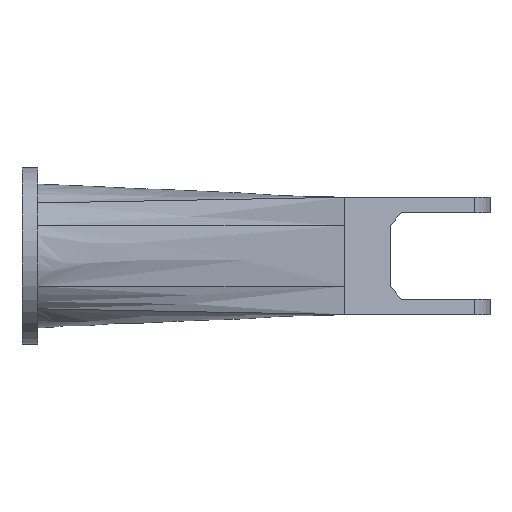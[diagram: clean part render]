
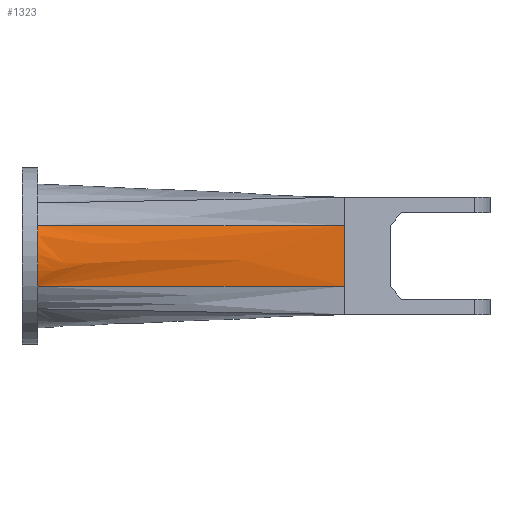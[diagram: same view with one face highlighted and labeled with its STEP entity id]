
A CAD part, top view. The second image highlights one B-rep face of the part: STEP entity #1323.
In plain terms, the highlighted free-form (B-spline) face has degree [3, 3] with [5, 4] control points.
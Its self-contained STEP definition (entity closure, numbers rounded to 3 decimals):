
#30=B_SPLINE_SURFACE_WITH_KNOTS('',3,3,((#3599,#3600,#3601,#3602),(#3603,
#3604,#3605,#3606),(#3607,#3608,#3609,#3610),(#3611,#3612,#3613,#3614),
(#3615,#3616,#3617,#3618)),.UNSPECIFIED.,.F.,.F.,.F.,(4,1,4),(4,4),(0.,
0.429,1.),(0.,0.975),
 .UNSPECIFIED.);
#189=B_SPLINE_CURVE_WITH_KNOTS('',3,(#3621,#3622,#3623,#3624,#3625,#3626,
#3627,#3628),.UNSPECIFIED.,.F.,.F.,(4,2,2,4),(0.08,1.835,
2.997,4.077),.UNSPECIFIED.);
#190=B_SPLINE_CURVE_WITH_KNOTS('',3,(#3630,#3631,#3632,#3633,#3634,#3635,
#3636,#3637,#3638,#3639,#3640,#3641,#3642,#3643,#3644,#3645,#3646,#3647,
#3648),.UNSPECIFIED.,.F.,.F.,(4,3,3,3,3,3,4),(-20.184,-16.808,
-13.236,-9.879,-6.258,-2.78,
-0.483),.UNSPECIFIED.);
#191=B_SPLINE_CURVE_WITH_KNOTS('',3,(#3650,#3651,#3652,#3653,#3654,#3655),
 .UNSPECIFIED.,.F.,.F.,(4,2,4),(0.038,1.38,2.723),
 .UNSPECIFIED.);
#192=B_SPLINE_CURVE_WITH_KNOTS('',3,(#3656,#3657,#3658,#3659,#3660,#3661,
#3662,#3663,#3664,#3665,#3666,#3667,#3668,#3669,#3670,#3671,#3672,#3673,
#3674,#3675,#3676,#3677,#3678,#3679,#3680,#3681,#3682,#3683,#3684,#3685,
#3686,#3687,#3688,#3689,#3690,#3691,#3692,#3693,#3694,#3695),
 .UNSPECIFIED.,.F.,.F.,(4,3,3,3,3,3,3,3,3,3,3,3,3,4),(0.003,
3.372,6.916,10.101,10.251,10.295,
10.332,13.874,14.596,14.913,15.209,
15.253,18.998,19.656),.UNSPECIFIED.);
#247=FACE_OUTER_BOUND('',#322,.T.);
#322=EDGE_LOOP('',(#1047,#1048,#1049,#1050));
#620=VERTEX_POINT('',#3619);
#621=VERTEX_POINT('',#3620);
#622=VERTEX_POINT('',#3629);
#623=VERTEX_POINT('',#3649);
#787=EDGE_CURVE('',#620,#621,#189,.F.);
#788=EDGE_CURVE('',#622,#620,#190,.T.);
#789=EDGE_CURVE('',#622,#623,#191,.F.);
#790=EDGE_CURVE('',#623,#621,#192,.T.);
#1047=ORIENTED_EDGE('',*,*,#787,.F.);
#1048=ORIENTED_EDGE('',*,*,#788,.F.);
#1049=ORIENTED_EDGE('',*,*,#789,.T.);
#1050=ORIENTED_EDGE('',*,*,#790,.T.);
#1323=ADVANCED_FACE('',(#247),#30,.T.);
#3599=CARTESIAN_POINT('Ctrl Pts',(200.,-19.264,34.966));
#3600=CARTESIAN_POINT('Ctrl Pts',(134.993,-19.294,37.195));
#3601=CARTESIAN_POINT('Ctrl Pts',(69.984,-19.335,39.392));
#3602=CARTESIAN_POINT('Ctrl Pts',(4.975,-19.349,41.566));
#3603=CARTESIAN_POINT('Ctrl Pts',(200.012,-13.76,34.966));
#3604=CARTESIAN_POINT('Ctrl Pts',(135.005,-13.897,37.959));
#3605=CARTESIAN_POINT('Ctrl Pts',(69.997,-14.031,40.939));
#3606=CARTESIAN_POINT('Ctrl Pts',(4.988,-14.163,43.906));
#3607=CARTESIAN_POINT('Ctrl Pts',(200.028,-0.917,34.965));
#3608=CARTESIAN_POINT('Ctrl Pts',(135.021,-0.957,39.017));
#3609=CARTESIAN_POINT('Ctrl Pts',(70.014,-0.995,43.083));
#3610=CARTESIAN_POINT('Ctrl Pts',(5.008,-1.036,47.155));
#3611=CARTESIAN_POINT('Ctrl Pts',(200.016,11.926,34.966));
#3612=CARTESIAN_POINT('Ctrl Pts',(135.009,12.098,38.217));
#3613=CARTESIAN_POINT('Ctrl Pts',(70.001,12.264,41.449));
#3614=CARTESIAN_POINT('Ctrl Pts',(4.993,12.435,44.686));
#3615=CARTESIAN_POINT('Ctrl Pts',(200.,19.264,34.966));
#3616=CARTESIAN_POINT('Ctrl Pts',(134.993,19.294,37.195));
#3617=CARTESIAN_POINT('Ctrl Pts',(69.984,19.335,39.392));
#3618=CARTESIAN_POINT('Ctrl Pts',(4.975,19.349,41.566));
#3619=CARTESIAN_POINT('',(5.,-19.349,41.565));
#3620=CARTESIAN_POINT('',(5.,19.349,41.565));
#3621=CARTESIAN_POINT('Ctrl Pts',(5.,19.349,41.565));
#3622=CARTESIAN_POINT('Ctrl Pts',(5.,14.023,43.968));
#3623=CARTESIAN_POINT('Ctrl Pts',(5.,8.291,45.358));
#3624=CARTESIAN_POINT('Ctrl Pts',(5.,-1.418,45.863));
#3625=CARTESIAN_POINT('Ctrl Pts',(5.,-5.297,45.587));
#3626=CARTESIAN_POINT('Ctrl Pts',(5.,-12.629,44.143));
#3627=CARTESIAN_POINT('Ctrl Pts',(5.,-16.07,43.045));
#3628=CARTESIAN_POINT('Ctrl Pts',(5.,-19.349,41.565));
#3629=CARTESIAN_POINT('',(200.,-19.263,34.966));
#3630=CARTESIAN_POINT('Ctrl Pts',(200.,-19.263,34.966));
#3631=CARTESIAN_POINT('Ctrl Pts',(188.748,-19.269,35.352));
#3632=CARTESIAN_POINT('Ctrl Pts',(177.604,-19.274,35.733));
#3633=CARTESIAN_POINT('Ctrl Pts',(166.5,-19.28,36.112));
#3634=CARTESIAN_POINT('Ctrl Pts',(154.754,-19.286,36.513));
#3635=CARTESIAN_POINT('Ctrl Pts',(143.052,-19.292,36.911));
#3636=CARTESIAN_POINT('Ctrl Pts',(131.312,-19.298,37.31));
#3637=CARTESIAN_POINT('Ctrl Pts',(120.274,-19.303,37.685));
#3638=CARTESIAN_POINT('Ctrl Pts',(109.204,-19.309,38.06));
#3639=CARTESIAN_POINT('Ctrl Pts',(98.033,-19.314,38.438));
#3640=CARTESIAN_POINT('Ctrl Pts',(85.989,-19.32,38.845));
#3641=CARTESIAN_POINT('Ctrl Pts',(74.051,-19.325,39.248));
#3642=CARTESIAN_POINT('Ctrl Pts',(62.138,-19.33,39.649));
#3643=CARTESIAN_POINT('Ctrl Pts',(50.693,-19.335,40.034));
#3644=CARTESIAN_POINT('Ctrl Pts',(39.272,-19.339,40.417));
#3645=CARTESIAN_POINT('Ctrl Pts',(27.804,-19.343,40.802));
#3646=CARTESIAN_POINT('Ctrl Pts',(20.23,-19.345,41.056));
#3647=CARTESIAN_POINT('Ctrl Pts',(12.635,-19.348,41.31));
#3648=CARTESIAN_POINT('Ctrl Pts',(5.,-19.349,41.565));
#3649=CARTESIAN_POINT('',(200.,19.263,34.966));
#3650=CARTESIAN_POINT('Ctrl Pts',(200.,19.263,34.966));
#3651=CARTESIAN_POINT('Ctrl Pts',(200.,14.607,34.966));
#3652=CARTESIAN_POINT('Ctrl Pts',(200.,6.787,34.967));
#3653=CARTESIAN_POINT('Ctrl Pts',(200.,-6.787,34.967));
#3654=CARTESIAN_POINT('Ctrl Pts',(200.,-14.607,34.966));
#3655=CARTESIAN_POINT('Ctrl Pts',(200.,-19.263,34.966));
#3656=CARTESIAN_POINT('Ctrl Pts',(200.,19.263,34.966));
#3657=CARTESIAN_POINT('Ctrl Pts',(188.777,19.269,35.351));
#3658=CARTESIAN_POINT('Ctrl Pts',(177.662,19.274,35.731));
#3659=CARTESIAN_POINT('Ctrl Pts',(166.586,19.28,36.109));
#3660=CARTESIAN_POINT('Ctrl Pts',(154.933,19.286,36.507));
#3661=CARTESIAN_POINT('Ctrl Pts',(143.324,19.292,36.902));
#3662=CARTESIAN_POINT('Ctrl Pts',(131.679,19.297,37.297));
#3663=CARTESIAN_POINT('Ctrl Pts',(121.215,19.303,37.653));
#3664=CARTESIAN_POINT('Ctrl Pts',(110.721,19.308,38.009));
#3665=CARTESIAN_POINT('Ctrl Pts',(100.141,19.313,38.366));
#3666=CARTESIAN_POINT('Ctrl Pts',(99.645,19.313,38.383));
#3667=CARTESIAN_POINT('Ctrl Pts',(99.149,19.314,38.4));
#3668=CARTESIAN_POINT('Ctrl Pts',(98.652,19.314,38.417));
#3669=CARTESIAN_POINT('Ctrl Pts',(98.504,19.314,38.422));
#3670=CARTESIAN_POINT('Ctrl Pts',(98.355,19.314,38.427));
#3671=CARTESIAN_POINT('Ctrl Pts',(98.207,19.314,38.432));
#3672=CARTESIAN_POINT('Ctrl Pts',(98.083,19.314,38.436));
#3673=CARTESIAN_POINT('Ctrl Pts',(97.96,19.314,38.44));
#3674=CARTESIAN_POINT('Ctrl Pts',(97.837,19.314,38.444));
#3675=CARTESIAN_POINT('Ctrl Pts',(86.06,19.32,38.842));
#3676=CARTESIAN_POINT('Ctrl Pts',(74.338,19.325,39.238));
#3677=CARTESIAN_POINT('Ctrl Pts',(62.59,19.33,39.633));
#3678=CARTESIAN_POINT('Ctrl Pts',(60.192,19.331,39.714));
#3679=CARTESIAN_POINT('Ctrl Pts',(57.793,19.332,39.795));
#3680=CARTESIAN_POINT('Ctrl Pts',(55.392,19.333,39.876));
#3681=CARTESIAN_POINT('Ctrl Pts',(54.342,19.334,39.911));
#3682=CARTESIAN_POINT('Ctrl Pts',(53.291,19.334,39.946));
#3683=CARTESIAN_POINT('Ctrl Pts',(52.24,19.334,39.982));
#3684=CARTESIAN_POINT('Ctrl Pts',(51.255,19.335,40.015));
#3685=CARTESIAN_POINT('Ctrl Pts',(50.269,19.335,40.048));
#3686=CARTESIAN_POINT('Ctrl Pts',(49.283,19.336,40.081));
#3687=CARTESIAN_POINT('Ctrl Pts',(49.137,19.336,40.086));
#3688=CARTESIAN_POINT('Ctrl Pts',(48.99,19.336,40.091));
#3689=CARTESIAN_POINT('Ctrl Pts',(48.844,19.336,40.096));
#3690=CARTESIAN_POINT('Ctrl Pts',(36.386,19.34,40.514));
#3691=CARTESIAN_POINT('Ctrl Pts',(23.978,19.345,40.93));
#3692=CARTESIAN_POINT('Ctrl Pts',(11.55,19.348,41.346));
#3693=CARTESIAN_POINT('Ctrl Pts',(9.367,19.348,41.419));
#3694=CARTESIAN_POINT('Ctrl Pts',(7.184,19.349,41.492));
#3695=CARTESIAN_POINT('Ctrl Pts',(5.,19.349,41.565));
